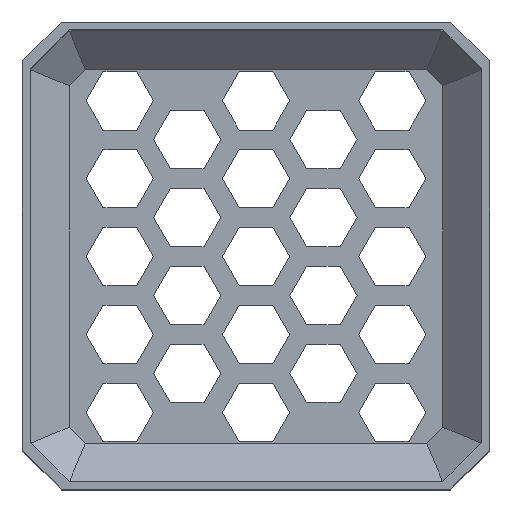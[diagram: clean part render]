
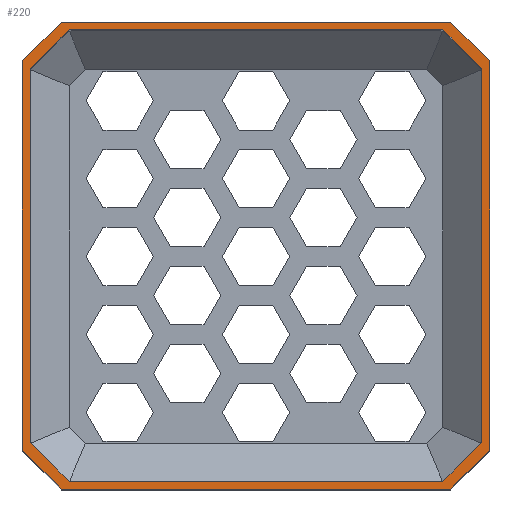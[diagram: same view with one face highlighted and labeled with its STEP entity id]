
A CAD part, top view. The second image highlights one B-rep face of the part: STEP entity #220.
In plain terms, the highlighted planar face has unit normal (0, 0, 1).
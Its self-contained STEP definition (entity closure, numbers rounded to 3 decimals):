
#220=ADVANCED_FACE('',(#2797,#2799),#2801,.T.);
#2797=FACE_BOUND('',#2798,.T.);
#2798=EDGE_LOOP('',(#10690,#10691,#10692,#10693,#10694,#10695,#10696,#10697));
#2799=FACE_BOUND('',#2800,.T.);
#2800=EDGE_LOOP('',(#10698,#10699,#10700,#10701,#10702,#10703,#10704,#10705));
#2801=PLANE('',#2802);
#2802=AXIS2_PLACEMENT_3D('',#2803,#2804,#2805);
#2803=CARTESIAN_POINT('',(0.,0.,150.));
#2804=DIRECTION('',(0.,0.,1.));
#2805=DIRECTION('',(-1.,0.,0.));
#10690=ORIENTED_EDGE('',*,*,#15415,.F.);
#10691=ORIENTED_EDGE('',*,*,#15221,.T.);
#10692=ORIENTED_EDGE('',*,*,#15219,.F.);
#10693=ORIENTED_EDGE('',*,*,#15025,.T.);
#10694=ORIENTED_EDGE('',*,*,#15807,.F.);
#10695=ORIENTED_EDGE('',*,*,#15613,.T.);
#10696=ORIENTED_EDGE('',*,*,#15611,.F.);
#10697=ORIENTED_EDGE('',*,*,#15417,.T.);
#10698=ORIENTED_EDGE('',*,*,#14435,.F.);
#10699=ORIENTED_EDGE('',*,*,#14241,.T.);
#10700=ORIENTED_EDGE('',*,*,#15023,.F.);
#10701=ORIENTED_EDGE('',*,*,#14829,.T.);
#10702=ORIENTED_EDGE('',*,*,#14827,.F.);
#10703=ORIENTED_EDGE('',*,*,#14633,.T.);
#10704=ORIENTED_EDGE('',*,*,#14631,.F.);
#10705=ORIENTED_EDGE('',*,*,#14437,.T.);
#14241=EDGE_CURVE('',#17348,#17346,#17349,.F.);
#14435=EDGE_CURVE('',#17348,#17735,#17736,.F.);
#14437=EDGE_CURVE('',#17738,#17735,#17739,.F.);
#14631=EDGE_CURVE('',#17738,#18125,#18126,.F.);
#14633=EDGE_CURVE('',#18128,#18125,#18129,.F.);
#14827=EDGE_CURVE('',#18128,#18515,#18516,.F.);
#14829=EDGE_CURVE('',#18518,#18515,#18519,.F.);
#15023=EDGE_CURVE('',#18518,#17346,#18905,.F.);
#15025=EDGE_CURVE('',#18908,#18906,#18909,.T.);
#15219=EDGE_CURVE('',#18908,#19295,#19296,.F.);
#15221=EDGE_CURVE('',#19298,#19295,#19299,.T.);
#15415=EDGE_CURVE('',#19298,#19685,#19686,.F.);
#15417=EDGE_CURVE('',#19688,#19685,#19689,.T.);
#15611=EDGE_CURVE('',#19688,#20075,#20076,.F.);
#15613=EDGE_CURVE('',#20078,#20075,#20079,.T.);
#15807=EDGE_CURVE('',#20078,#18906,#20465,.F.);
#17346=VERTEX_POINT('',#22928);
#17348=VERTEX_POINT('',#22932);
#17349=LINE('',#22933,#22934);
#17735=VERTEX_POINT('',#23707);
#17736=LINE('',#23708,#23709);
#17738=VERTEX_POINT('',#23714);
#17739=LINE('',#23715,#23716);
#18125=VERTEX_POINT('',#24489);
#18126=LINE('',#24490,#24491);
#18128=VERTEX_POINT('',#24496);
#18129=LINE('',#24497,#24498);
#18515=VERTEX_POINT('',#25271);
#18516=LINE('',#25272,#25273);
#18518=VERTEX_POINT('',#25278);
#18519=LINE('',#25279,#25280);
#18905=LINE('',#26053,#26054);
#18906=VERTEX_POINT('',#26056);
#18908=VERTEX_POINT('',#26060);
#18909=LINE('',#26061,#26062);
#19295=VERTEX_POINT('',#26835);
#19296=LINE('',#26836,#26837);
#19298=VERTEX_POINT('',#26842);
#19299=LINE('',#26843,#26844);
#19685=VERTEX_POINT('',#27617);
#19686=LINE('',#27618,#27619);
#19688=VERTEX_POINT('',#27624);
#19689=LINE('',#27625,#27626);
#20075=VERTEX_POINT('',#28399);
#20076=LINE('',#28400,#28401);
#20078=VERTEX_POINT('',#28406);
#20079=LINE('',#28407,#28408);
#20465=LINE('',#29181,#29182);
#22928=CARTESIAN_POINT('',(-58.,48.,150.));
#22932=CARTESIAN_POINT('',(-58.,-48.,150.));
#22933=CARTESIAN_POINT('',(-58.,48.,150.));
#22934=VECTOR('',#22935,1.);
#22935=DIRECTION('',(0.,-1.,0.));
#23707=CARTESIAN_POINT('',(-48.,-58.,150.));
#23708=CARTESIAN_POINT('',(-48.,-58.,150.));
#23709=VECTOR('',#23710,1.);
#23710=DIRECTION('',(-0.707,0.707,0.));
#23714=CARTESIAN_POINT('',(48.,-58.,150.));
#23715=CARTESIAN_POINT('',(-48.,-58.,150.));
#23716=VECTOR('',#23717,1.);
#23717=DIRECTION('',(1.,0.,0.));
#24489=CARTESIAN_POINT('',(58.,-48.,150.));
#24490=CARTESIAN_POINT('',(58.,-48.,150.));
#24491=VECTOR('',#24492,1.);
#24492=DIRECTION('',(-0.707,-0.707,0.));
#24496=CARTESIAN_POINT('',(58.,48.,150.));
#24497=CARTESIAN_POINT('',(58.,-48.,150.));
#24498=VECTOR('',#24499,1.);
#24499=DIRECTION('',(0.,1.,0.));
#25271=CARTESIAN_POINT('',(48.,58.,150.));
#25272=CARTESIAN_POINT('',(48.,58.,150.));
#25273=VECTOR('',#25274,1.);
#25274=DIRECTION('',(0.707,-0.707,0.));
#25278=CARTESIAN_POINT('',(-48.,58.,150.));
#25279=CARTESIAN_POINT('',(48.,58.,150.));
#25280=VECTOR('',#25281,1.);
#25281=DIRECTION('',(-1.,0.,0.));
#26053=CARTESIAN_POINT('',(-58.,48.,150.));
#26054=VECTOR('',#26055,1.);
#26055=DIRECTION('',(0.707,0.707,0.));
#26056=CARTESIAN_POINT('',(-60.,-50.,150.));
#26060=CARTESIAN_POINT('',(-60.,50.,150.));
#26061=CARTESIAN_POINT('',(-60.,50.,150.));
#26062=VECTOR('',#26063,1.);
#26063=DIRECTION('',(0.,-1.,0.));
#26835=CARTESIAN_POINT('',(-50.,60.,150.));
#26836=CARTESIAN_POINT('',(-50.,60.,150.));
#26837=VECTOR('',#26838,1.);
#26838=DIRECTION('',(-0.707,-0.707,0.));
#26842=CARTESIAN_POINT('',(50.,60.,150.));
#26843=CARTESIAN_POINT('',(50.,60.,150.));
#26844=VECTOR('',#26845,1.);
#26845=DIRECTION('',(-1.,0.,0.));
#27617=CARTESIAN_POINT('',(60.,50.,150.));
#27618=CARTESIAN_POINT('',(60.,50.,150.));
#27619=VECTOR('',#27620,1.);
#27620=DIRECTION('',(-0.707,0.707,0.));
#27624=CARTESIAN_POINT('',(60.,-50.,150.));
#27625=CARTESIAN_POINT('',(60.,-50.,150.));
#27626=VECTOR('',#27627,1.);
#27627=DIRECTION('',(0.,1.,0.));
#28399=CARTESIAN_POINT('',(50.,-60.,150.));
#28400=CARTESIAN_POINT('',(50.,-60.,150.));
#28401=VECTOR('',#28402,1.);
#28402=DIRECTION('',(0.707,0.707,0.));
#28406=CARTESIAN_POINT('',(-50.,-60.,150.));
#28407=CARTESIAN_POINT('',(-50.,-60.,150.));
#28408=VECTOR('',#28409,1.);
#28409=DIRECTION('',(1.,0.,0.));
#29181=CARTESIAN_POINT('',(-60.,-50.,150.));
#29182=VECTOR('',#29183,1.);
#29183=DIRECTION('',(0.707,-0.707,0.));
